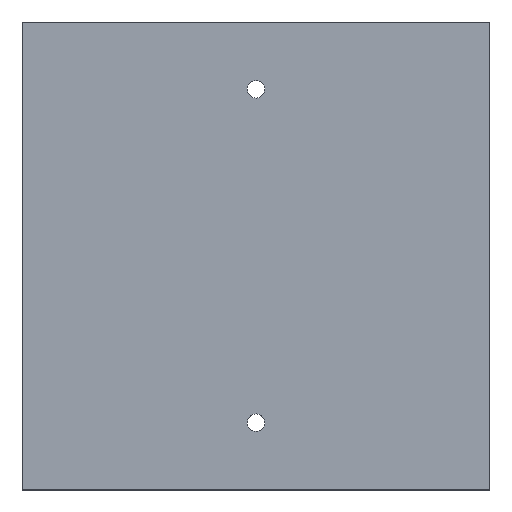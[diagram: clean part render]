
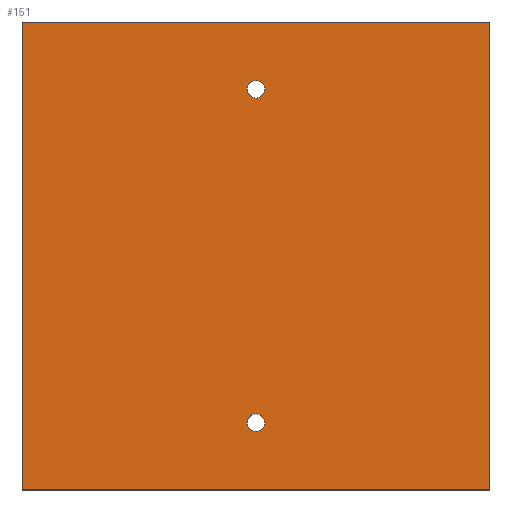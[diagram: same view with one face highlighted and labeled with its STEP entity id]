
A CAD part, top view. The second image highlights one B-rep face of the part: STEP entity #151.
In plain terms, the highlighted planar face has unit normal (0, 0, 1).
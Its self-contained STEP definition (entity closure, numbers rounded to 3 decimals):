
#15=FACE_BOUND('',#40,.T.);
#16=FACE_BOUND('',#41,.T.);
#23=PLANE('',#177);
#31=FACE_OUTER_BOUND('',#39,.T.);
#39=EDGE_LOOP('',(#131,#132,#133,#134));
#40=EDGE_LOOP('',(#135));
#41=EDGE_LOOP('',(#136));
#49=LINE('',#239,#63);
#52=LINE('',#245,#66);
#55=LINE('',#251,#69);
#58=LINE('',#255,#72);
#63=VECTOR('',#199,10.);
#66=VECTOR('',#204,10.);
#69=VECTOR('',#209,10.);
#72=VECTOR('',#214,10.);
#73=CIRCLE('',#168,1.5);
#75=CIRCLE('',#171,1.5);
#77=VERTEX_POINT('',#221);
#79=VERTEX_POINT('',#227);
#83=VERTEX_POINT('',#236);
#84=VERTEX_POINT('',#238);
#86=VERTEX_POINT('',#244);
#88=VERTEX_POINT('',#250);
#89=EDGE_CURVE('',#77,#77,#73,.T.);
#92=EDGE_CURVE('',#79,#79,#75,.T.);
#97=EDGE_CURVE('',#84,#83,#49,.T.);
#100=EDGE_CURVE('',#86,#84,#52,.T.);
#103=EDGE_CURVE('',#88,#86,#55,.T.);
#106=EDGE_CURVE('',#83,#88,#58,.T.);
#131=ORIENTED_EDGE('',*,*,#106,.T.);
#132=ORIENTED_EDGE('',*,*,#103,.T.);
#133=ORIENTED_EDGE('',*,*,#100,.T.);
#134=ORIENTED_EDGE('',*,*,#97,.T.);
#135=ORIENTED_EDGE('',*,*,#92,.T.);
#136=ORIENTED_EDGE('',*,*,#89,.T.);
#151=ADVANCED_FACE('',(#31,#15,#16),#23,.T.);
#168=AXIS2_PLACEMENT_3D('',#222,#183,#184);
#171=AXIS2_PLACEMENT_3D('',#228,#190,#191);
#177=AXIS2_PLACEMENT_3D('',#256,#215,#216);
#183=DIRECTION('center_axis',(0.,0.,-1.));
#184=DIRECTION('ref_axis',(1.,0.,0.));
#190=DIRECTION('center_axis',(0.,0.,-1.));
#191=DIRECTION('ref_axis',(1.,0.,0.));
#199=DIRECTION('',(-1.,0.,0.));
#204=DIRECTION('',(0.,1.,0.));
#209=DIRECTION('',(1.,0.,0.));
#214=DIRECTION('',(0.,-1.,0.));
#215=DIRECTION('center_axis',(0.,0.,1.));
#216=DIRECTION('ref_axis',(1.,0.,0.));
#221=CARTESIAN_POINT('',(38.5,68.5,2.5));
#222=CARTESIAN_POINT('Origin',(40.,68.5,2.5));
#227=CARTESIAN_POINT('',(38.5,11.5,2.5));
#228=CARTESIAN_POINT('Origin',(40.,11.5,2.5));
#236=CARTESIAN_POINT('',(0.,80.,2.5));
#238=CARTESIAN_POINT('',(80.,80.,2.5));
#239=CARTESIAN_POINT('',(80.,80.,2.5));
#244=CARTESIAN_POINT('',(80.,0.,2.5));
#245=CARTESIAN_POINT('',(80.,0.,2.5));
#250=CARTESIAN_POINT('',(0.,0.,2.5));
#251=CARTESIAN_POINT('',(0.,0.,2.5));
#255=CARTESIAN_POINT('',(0.,80.,2.5));
#256=CARTESIAN_POINT('Origin',(40.,40.,2.5));
